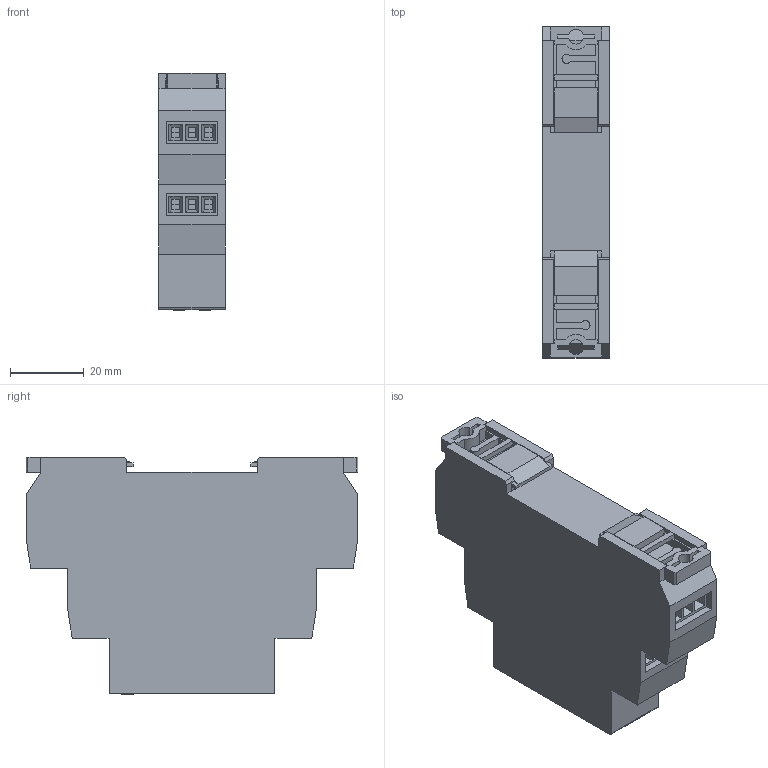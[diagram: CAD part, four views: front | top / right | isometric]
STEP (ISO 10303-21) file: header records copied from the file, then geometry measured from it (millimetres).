
FILE_DESCRIPTION (( 'STEP AP203' ), '1' );
FILE_NAME ('ORT-M2-ACDC12-240V Ðåëå âðåìåíè ORT ìíîãîôóíêöèîíàëüíîå 2 êîíò. 12-240 Â AC_DC IEK.STEP', '2017-12-25T11:11:19', ( '' ), ( '' ), 'SwSTEP 2.0', 'SolidWorks 2014', '' );
FILE_SCHEMA (( 'CONFIG_CONTROL_DESIGN' ));
Length unit declared in the file: millimetre
Products named in the file (1): ORT-M2-ACDC12-240V Ðåëå âðåìåíè ORT ìíîãîôóíêöèîíàëüíîå 2 êîíò. 12-240 Â AC_DC IEK
Bounding box: 18 x 90 x 64.3 mm (x, y, z)
Volume: 77378.1 mm3; surface area: 18265.3 mm2
Topology: 1 solids, 1 shells, 762 faces, 2033 edges, 1334 vertices
Faces by surface type: plane 598, bspline 125, cylinder 39
Full cylindrical faces by diameter (mm): 3.095 x2, 3.3 x9, 3.5 x9, 5 x3
Entity records: 29905 total; most frequent: CARTESIAN_POINT 11750, ORIENTED_EDGE 3994, DIRECTION 3132, EDGE_CURVE 1997, LINE 1638, VECTOR 1638, VERTEX_POINT 1321, EDGE_LOOP 862
